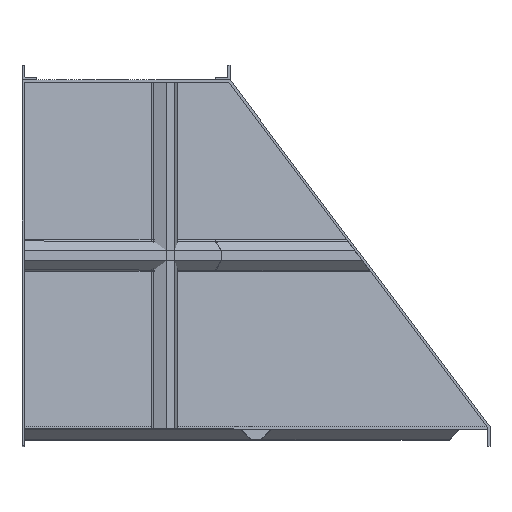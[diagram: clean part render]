
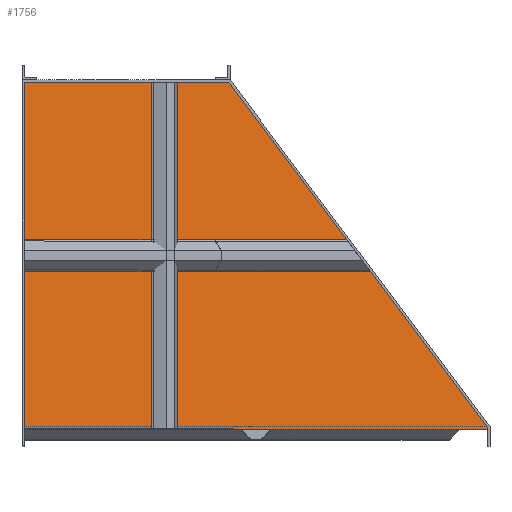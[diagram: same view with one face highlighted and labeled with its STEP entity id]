
A CAD part, top view. The second image highlights one B-rep face of the part: STEP entity #1756.
In plain terms, the highlighted planar face has unit normal (0.555, 0, 0.832).
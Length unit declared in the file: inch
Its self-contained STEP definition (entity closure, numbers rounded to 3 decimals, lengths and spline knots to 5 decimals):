
#187 = ORIENTED_EDGE ( 'NONE', *, *, #8574, .T. ) ;
#234 = DIRECTION ( 'NONE',  ( 0., -1., 0. ) ) ;
#518 = VERTEX_POINT ( 'NONE', #6992 ) ;
#893 = VERTEX_POINT ( 'NONE', #5011 ) ;
#987 = EDGE_CURVE ( 'NONE', #8914, #893, #4675, .T. ) ;
#996 = VECTOR ( 'NONE', #234, 39.37008 ) ;
#1466 = ORIENTED_EDGE ( 'NONE', *, *, #3740, .F. ) ;
#1651 = CARTESIAN_POINT ( 'NONE',  ( 48.35, 36., 2.26713 ) ) ;
#1756 = ADVANCED_FACE ( 'NONE', ( #4507 ), #2601, .T. ) ;
#2075 = EDGE_LOOP ( 'NONE', ( #1466, #4428, #7946, #187, #8465 ) ) ;
#2443 = DIRECTION ( 'NONE',  ( 0., 1., 0. ) ) ;
#2597 = CARTESIAN_POINT ( 'NONE',  ( 33.5932, 19.5924, 12.105 ) ) ;
#2601 = PLANE ( 'NONE',  #8159 ) ;
#2651 = DIRECTION ( 'NONE',  ( 0.832, 0., -0.555 ) ) ;
#3048 = CARTESIAN_POINT ( 'NONE',  ( 0.25, 35.75, 34.3338 ) ) ;
#3136 = LINE ( 'NONE', #3215, #996 ) ;
#3215 = CARTESIAN_POINT ( 'NONE',  ( 0.25, 36., 34.3338 ) ) ;
#3461 = LINE ( 'NONE', #5395, #6030 ) ;
#3740 = EDGE_CURVE ( 'NONE', #518, #6962, #4241, .T. ) ;
#4003 = CARTESIAN_POINT ( 'NONE',  ( 21.475, 35.75, 20.1838 ) ) ;
#4114 = VECTOR ( 'NONE', #2443, 39.37008 ) ;
#4241 = LINE ( 'NONE', #8511, #8287 ) ;
#4306 = VECTOR ( 'NONE', #8443, 39.37008 ) ;
#4428 = ORIENTED_EDGE ( 'NONE', *, *, #8810, .T. ) ;
#4480 = LINE ( 'NONE', #1651, #4114 ) ;
#4507 = FACE_OUTER_BOUND ( 'NONE', #2075, .T. ) ;
#4675 = LINE ( 'NONE', #2597, #4306 ) ;
#4829 = DIRECTION ( 'NONE',  ( -0.832, 0., 0.555 ) ) ;
#5011 = CARTESIAN_POINT ( 'NONE',  ( 48.35, -0.08333, 2.26713 ) ) ;
#5395 = CARTESIAN_POINT ( 'NONE',  ( 15.92329, 35.75, 23.88494 ) ) ;
#5681 = DIRECTION ( 'NONE',  ( -0.832, 0., 0.555 ) ) ;
#5990 = VERTEX_POINT ( 'NONE', #3048 ) ;
#6030 = VECTOR ( 'NONE', #4829, 39.37008 ) ;
#6962 = VERTEX_POINT ( 'NONE', #9082 ) ;
#6988 = DIRECTION ( 'NONE',  ( 0.555, 0., 0.832 ) ) ;
#6992 = CARTESIAN_POINT ( 'NONE',  ( 48.35, -0.25, 2.26713 ) ) ;
#7562 = CARTESIAN_POINT ( 'NONE',  ( 48.73868, 36., 2.00801 ) ) ;
#7946 = ORIENTED_EDGE ( 'NONE', *, *, #987, .F. ) ;
#8159 = AXIS2_PLACEMENT_3D ( 'NONE', #7562, #6988, #2651 ) ;
#8287 = VECTOR ( 'NONE', #5681, 39.37008 ) ;
#8443 = DIRECTION ( 'NONE',  ( 0.557, -0.743, -0.371 ) ) ;
#8465 = ORIENTED_EDGE ( 'NONE', *, *, #8773, .T. ) ;
#8511 = CARTESIAN_POINT ( 'NONE',  ( 15.92329, -0.25, 23.88494 ) ) ;
#8574 = EDGE_CURVE ( 'NONE', #8914, #5990, #3461, .T. ) ;
#8773 = EDGE_CURVE ( 'NONE', #5990, #6962, #3136, .T. ) ;
#8810 = EDGE_CURVE ( 'NONE', #518, #893, #4480, .T. ) ;
#8914 = VERTEX_POINT ( 'NONE', #4003 ) ;
#9082 = CARTESIAN_POINT ( 'NONE',  ( 0.25, -0.25, 34.3338 ) ) ;
